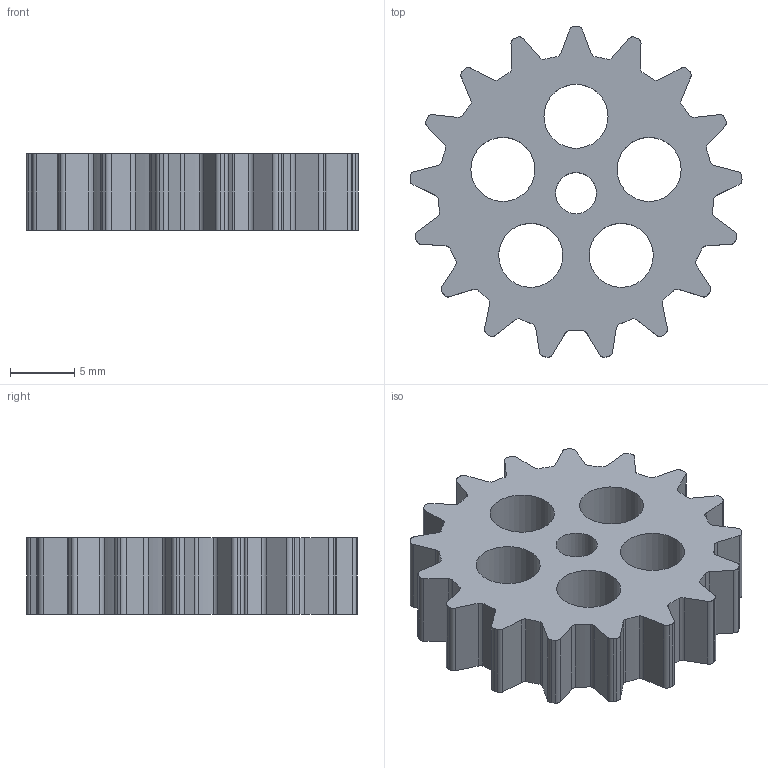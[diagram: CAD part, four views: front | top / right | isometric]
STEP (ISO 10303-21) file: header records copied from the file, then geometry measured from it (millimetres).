
FILE_DESCRIPTION(('FreeCAD Model'),'2;1');
FILE_NAME('Satellite.step','2015-08-22T10:06:17',('Author'),(''), 'Open CASCADE STEP processor 6.8','FreeCAD','Unknown');
FILE_SCHEMA(('AUTOMOTIVE_DESIGN_CC2 { 1 2 10303 214 -1 1 5 4 }'));
Length unit declared in the file: millimetre
Products named in the file (1): PolarPattern
Bounding box: 25.91 x 25.81 x 6 mm (x, y, z)
Volume: 1923.2 mm3; surface area: 1884.7 mm2
Topology: 1 solids, 1 shells, 144 faces, 426 edges, 284 vertices
Faces by surface type: cylinder 108, plane 36
Full cylindrical faces by diameter (mm): 3.2 x1, 5 x5
Entity records: 10833 total; most frequent: CARTESIAN_POINT 2355, DIRECTION 1676, ORIENTED_EDGE 852, PCURVE 852, DEFINITIONAL_REPRESENTATION 852, LINE 846, VECTOR 846, EDGE_CURVE 426
